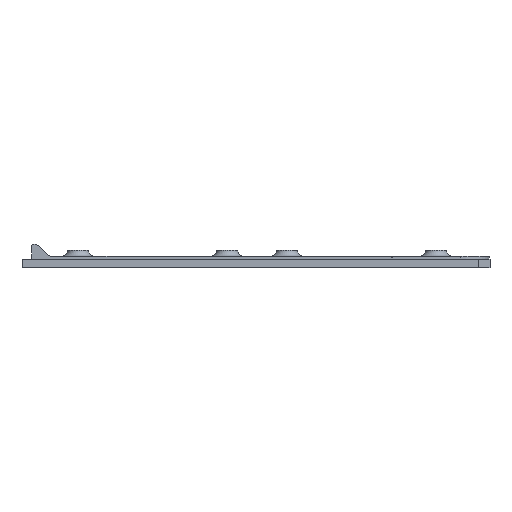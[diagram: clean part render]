
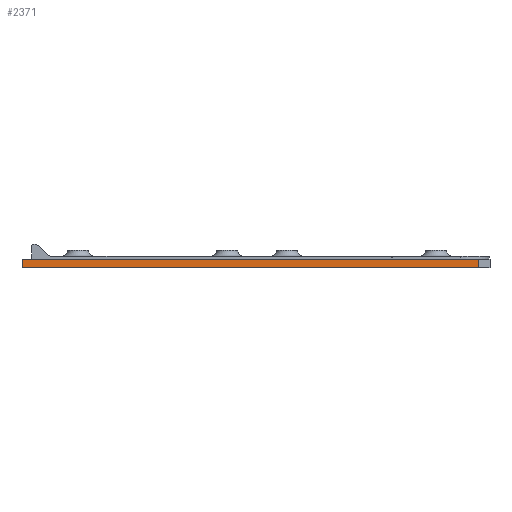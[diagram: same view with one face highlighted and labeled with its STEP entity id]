
A CAD part, left-side view. The second image highlights one B-rep face of the part: STEP entity #2371.
In plain terms, the highlighted planar face has unit normal (-1, 0, 0).
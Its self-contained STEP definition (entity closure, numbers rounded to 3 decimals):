
#239=PLANE('',#2586);
#371=FACE_OUTER_BOUND('',#564,.T.);
#564=EDGE_LOOP('',(#2169,#2170,#2171,#2172));
#608=LINE('',#3307,#785);
#728=LINE('',#4299,#905);
#742=LINE('',#4329,#919);
#743=LINE('',#4330,#920);
#785=VECTOR('',#2736,10.);
#905=VECTOR('',#3116,10.);
#919=VECTOR('',#3136,10.);
#920=VECTOR('',#3137,10.);
#1066=VERTEX_POINT('',#3292);
#1073=VERTEX_POINT('',#3305);
#1234=VERTEX_POINT('',#4296);
#1235=VERTEX_POINT('',#4298);
#1305=EDGE_CURVE('',#1073,#1066,#608,.T.);
#1548=EDGE_CURVE('',#1234,#1235,#728,.T.);
#1564=EDGE_CURVE('',#1234,#1066,#742,.T.);
#1565=EDGE_CURVE('',#1235,#1073,#743,.T.);
#2169=ORIENTED_EDGE('',*,*,#1548,.F.);
#2170=ORIENTED_EDGE('',*,*,#1564,.T.);
#2171=ORIENTED_EDGE('',*,*,#1305,.F.);
#2172=ORIENTED_EDGE('',*,*,#1565,.F.);
#2371=ADVANCED_FACE('',(#371),#239,.T.);
#2586=AXIS2_PLACEMENT_3D('',#4328,#3134,#3135);
#2736=DIRECTION('',(0.,1.,0.));
#3116=DIRECTION('',(0.,-1.,0.));
#3134=DIRECTION('center_axis',(-1.,0.,
0.));
#3135=DIRECTION('ref_axis',(0.,1.,0.));
#3136=DIRECTION('',(0.,0.,-1.));
#3137=DIRECTION('',(0.,0.,-1.));
#3292=CARTESIAN_POINT('',(-86.3,330.05,-33.6));
#3305=CARTESIAN_POINT('',(-86.25,177.133,-33.6));
#3307=CARTESIAN_POINT('',(-86.287,290.836,-33.6));
#4296=CARTESIAN_POINT('',(-86.3,330.05,-30.8));
#4298=CARTESIAN_POINT('',(-86.25,177.133,-30.8));
#4299=CARTESIAN_POINT('',(-86.287,290.836,-30.8));
#4328=CARTESIAN_POINT('Origin',(-86.25,177.133,-30.8));
#4329=CARTESIAN_POINT('',(-86.3,330.05,-30.8));
#4330=CARTESIAN_POINT('',(-86.25,177.133,-30.8));
